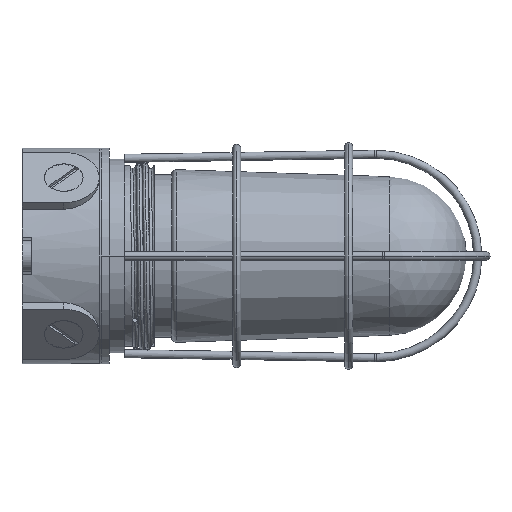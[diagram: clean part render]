
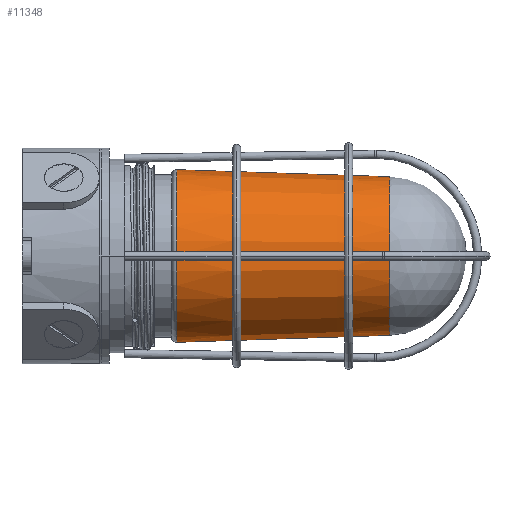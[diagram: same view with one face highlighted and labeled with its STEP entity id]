
A CAD part, left-side view. The second image highlights one B-rep face of the part: STEP entity #11348.
In plain terms, the highlighted conical face has half-angle 1.88 degrees and reference radius 42.5 mm.
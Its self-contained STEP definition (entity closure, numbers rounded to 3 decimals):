
#151 = CARTESIAN_POINT ( 'NONE',  ( 0., -132.279, 38.979 ) ) ;
#225 = ORIENTED_EDGE ( 'NONE', *, *, #1837, .T. ) ;
#271 = DIRECTION ( 'NONE',  ( 0., 0., 1. ) ) ;
#1703 = DIRECTION ( 'NONE',  ( 0., -1., 0. ) ) ;
#1765 = EDGE_CURVE ( 'NONE', #4890, #3086, #4767, .T. ) ;
#1824 = CARTESIAN_POINT ( 'NONE',  ( 0., -132.279, -38.979 ) ) ;
#1837 = EDGE_CURVE ( 'NONE', #6342, #7597, #13433, .T. ) ;
#1954 = CARTESIAN_POINT ( 'NONE',  ( -38.979, -132.279, 0. ) ) ;
#2354 = CONICAL_SURFACE ( 'NONE', #13382, 42.5, 0.033 ) ;
#2926 = AXIS2_PLACEMENT_3D ( 'NONE', #9569, #6684, #5228 ) ;
#3086 = VERTEX_POINT ( 'NONE', #151 ) ;
#3128 = CARTESIAN_POINT ( 'NONE',  ( 0., -27.581, 0. ) ) ;
#3247 = DIRECTION ( 'NONE',  ( 0., 0.999, 0.033 ) ) ;
#3669 = DIRECTION ( 'NONE',  ( 0., 0., 1. ) ) ;
#4314 = VECTOR ( 'NONE', #6736, 1000. ) ;
#4595 = ORIENTED_EDGE ( 'NONE', *, *, #6773, .T. ) ;
#4680 = CARTESIAN_POINT ( 'NONE',  ( 0., -25., 42.5 ) ) ;
#4767 = CIRCLE ( 'NONE', #2926, 38.979 ) ;
#4890 = VERTEX_POINT ( 'NONE', #1954 ) ;
#5096 = DIRECTION ( 'NONE',  ( 0., 1., 0. ) ) ;
#5228 = DIRECTION ( 'NONE',  ( 0., 0., 1. ) ) ;
#5424 = EDGE_LOOP ( 'NONE', ( #8319, #4595, #6416, #8756, #225 ) ) ;
#6098 = LINE ( 'NONE', #4680, #11091 ) ;
#6342 = VERTEX_POINT ( 'NONE', #10447 ) ;
#6416 = ORIENTED_EDGE ( 'NONE', *, *, #1765, .T. ) ;
#6550 = CARTESIAN_POINT ( 'NONE',  ( 0., -25., 0. ) ) ;
#6684 = DIRECTION ( 'NONE',  ( 0., 1., 0. ) ) ;
#6736 = DIRECTION ( 'NONE',  ( 0., 0.999, -0.033 ) ) ;
#6773 = EDGE_CURVE ( 'NONE', #12150, #4890, #12735, .T. ) ;
#7597 = VERTEX_POINT ( 'NONE', #10583 ) ;
#8007 = AXIS2_PLACEMENT_3D ( 'NONE', #3128, #1703, #271 ) ;
#8168 = CARTESIAN_POINT ( 'NONE',  ( 0., -25., -42.5 ) ) ;
#8216 = DIRECTION ( 'NONE',  ( 0., 0., 1. ) ) ;
#8319 = ORIENTED_EDGE ( 'NONE', *, *, #8667, .F. ) ;
#8667 = EDGE_CURVE ( 'NONE', #12150, #7597, #9626, .T. ) ;
#8756 = ORIENTED_EDGE ( 'NONE', *, *, #12658, .T. ) ;
#9495 = AXIS2_PLACEMENT_3D ( 'NONE', #11124, #9679, #8216 ) ;
#9569 = CARTESIAN_POINT ( 'NONE',  ( 0., -132.279, 0. ) ) ;
#9626 = LINE ( 'NONE', #8168, #4314 ) ;
#9679 = DIRECTION ( 'NONE',  ( 0., 1., 0. ) ) ;
#10447 = CARTESIAN_POINT ( 'NONE',  ( 0., -27.581, 42.415 ) ) ;
#10583 = CARTESIAN_POINT ( 'NONE',  ( 0., -27.581, -42.415 ) ) ;
#11091 = VECTOR ( 'NONE', #3247, 1000. ) ;
#11124 = CARTESIAN_POINT ( 'NONE',  ( 0., -132.279, 0. ) ) ;
#11348 = ADVANCED_FACE ( 'NONE', ( #13728 ), #2354, .T. ) ;
#12150 = VERTEX_POINT ( 'NONE', #1824 ) ;
#12658 = EDGE_CURVE ( 'NONE', #3086, #6342, #6098, .T. ) ;
#12735 = CIRCLE ( 'NONE', #9495, 38.979 ) ;
#13382 = AXIS2_PLACEMENT_3D ( 'NONE', #6550, #5096, #3669 ) ;
#13433 = CIRCLE ( 'NONE', #8007, 42.415 ) ;
#13728 = FACE_OUTER_BOUND ( 'NONE', #5424, .T. ) ;
